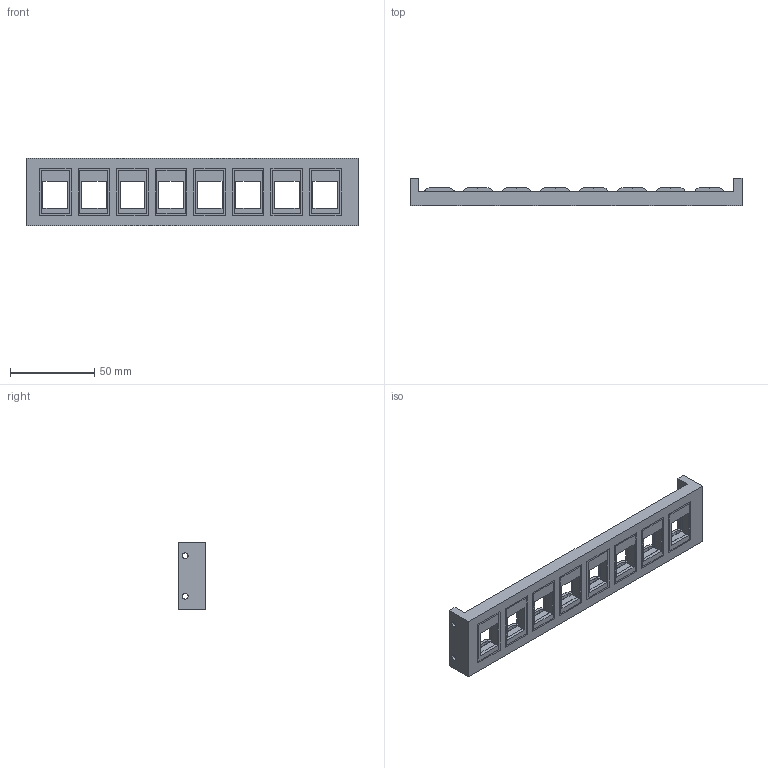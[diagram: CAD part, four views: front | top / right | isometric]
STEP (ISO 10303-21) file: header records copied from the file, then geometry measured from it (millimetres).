
FILE_DESCRIPTION(('FreeCAD Model'),'2;1');
FILE_NAME('Open CASCADE Shape Model','2025-02-15T17:50:40',(''),(''), 'Open CASCADE STEP processor 7.8','FreeCAD','Unknown');
FILE_SCHEMA(('AUTOMOTIVE_DESIGN { 1 0 10303 214 1 1 1 1 }'));
Length unit declared in the file: millimetre
Products named in the file (10): Network Patch; NetworkPatchPanel; KeystoneJack1; KeystoneJack2; KeystoneJack3; KeystoneJack4; KeystoneJack5; KeystoneJack6; KeystoneJack7; KeystoneJack8
Assembly tree (9 placements, depth 2):
  Network Patch
    NetworkPatchPanel
    KeystoneJack1
    KeystoneJack2
    KeystoneJack3
    KeystoneJack4
    KeystoneJack5
    KeystoneJack6
    KeystoneJack7
    KeystoneJack8
Bounding box: 196.5 x 16.05 x 40 mm (x, y, z)
Volume: 53490.3 mm3; surface area: 35208.3 mm2
Topology: 9 solids, 9 shells, 398 faces, 1088 edges, 720 vertices
Faces by surface type: plane 326, cylinder 72
Full cylindrical faces by diameter (mm): 3.4 x4, 6 x4
Entity records: 12777 total; most frequent: CARTESIAN_POINT 2216, ORIENTED_EDGE 2176, DIRECTION 2048, EDGE_CURVE 1088, LINE 944, VECTOR 944, VERTEX_POINT 720, AXIS2_PLACEMENT_3D 552
